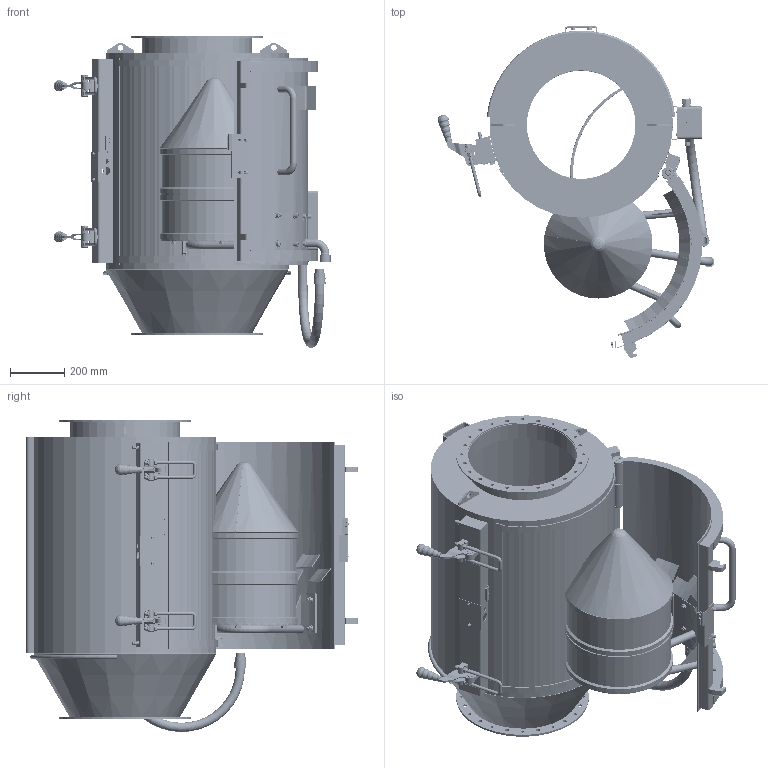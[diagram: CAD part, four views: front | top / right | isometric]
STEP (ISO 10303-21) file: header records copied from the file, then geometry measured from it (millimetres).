
FILE_DESCRIPTION(/* description */ (''),/* implementation_level */ '2;1');
FILE_NAME(/* name */ 'SPAB000065 - Customer.stp',/* time_stamp */ '2014-02-17T10:46:08+01:00',/* author */ ('bs'),/* organization */ (''),/* preprocessor_version */ 'ST-DEVELOPER v15.2',/* originating_system */ 'Autodesk Inventor 2014',/* authorisation */ '');
FILE_SCHEMA (('AUTOMOTIVE_DESIGN { 1 0 10303 214 3 1 1 }'));
Products named in the file (1): SPAB000065 - Customer
Bounding box: 1019.34 x 1220.35 x 1147.92 mm (x, y, z)
Volume: 30599396.6 mm3; surface area: 11255791.3 mm2
Topology: 19 solids, 49 shells, 7718 faces, 20249 edges, 13159 vertices
Faces by surface type: plane 4554, bspline 1356, cylinder 1087, cone 517, torus 183, sphere 21
Full cylindrical faces by diameter (mm): 2 x8, 2.459 x2, 3.242 x6, 3.3 x2, 3.5 x4, 4 x1, 4.917 x20, 5 x2, 6 x6, 6.5 x4, 7.5 x4, 8 x10, 8.2 x2, 8.4 x2, 10 x16, 10.106 x6, 11.053 x5, 11.5 x28, 11.6 x4, 12 x45, 12.4 x1, 13 x27, 13.5 x18, 14 x25, 14.376 x1, 14.5 x4, 16 x7, 17.2 x4, 18 x12, 19 x7
Entity records: 276954 total; most frequent: CARTESIAN_POINT 92374, ORIENTED_EDGE 38812, DIRECTION 31383, EDGE_CURVE 19366, VERTEX_POINT 12893, LINE 12293, VECTOR 12293, AXIS2_PLACEMENT_3D 9545
